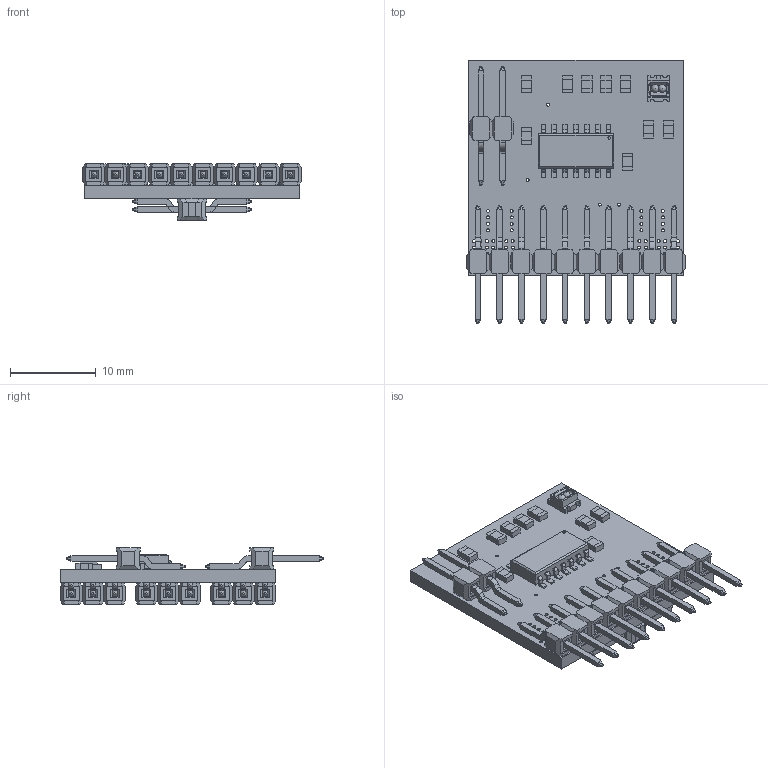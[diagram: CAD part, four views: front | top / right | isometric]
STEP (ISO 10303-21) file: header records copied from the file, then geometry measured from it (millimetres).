
FILE_DESCRIPTION(/* description */ (''),/* implementation_level */ '2;1');
FILE_NAME(/* name */ 'Controller.step',/* time_stamp */ '2018-07-28T16:58:22+02:00',/* author */ ('Alexander Miller'),/* organization */ (''),/* preprocessor_version */ 'ST-DEVELOPER v17',/* originating_system */ 'Autodesk Translation Framework v7.1.0.215',/* authorisation */ '');
FILE_SCHEMA (('AUTOMOTIVE_DESIGN { 1 0 10303 214 3 1 1 }'));
Length unit declared in the file: millimetre
Products named in the file (16): Controller; PCB Component; Board; 100nF; 10k; ATTINY16142; SERVO; 1002386 | 00 | SL 1 IK; 1009987 | 00 | KSL 13,9; PINHEAD10SMD; 1002386 | 00 | SL 1 IK (1); 1009987 | 00 | KSL 13,9 (1); PINHEAD2SMD; 1002386 | 00 | SL 1 IK (2); 1009987 | 00 | KSL 13,9 (2); DUO_LED
Assembly tree (39 placements, depth 4):
  Controller
    PCB Component
      Board
      100nF  x2
      10k  x7
      ATTINY16142
      SERVO  x6
        1002386 | 00 | SL 1 IK
        1009987 | 00 | KSL 13,9
      PINHEAD10SMD
        1002386 | 00 | SL 1 IK (1)
        1009987 | 00 | KSL 13,9 (1)  x10
      PINHEAD2SMD
        1002386 | 00 | SL 1 IK (2)
        1009987 | 00 | KSL 13,9 (2)  x2
      DUO_LED
Bounding box: 25.4 x 30.69 x 6.57 mm (x, y, z)
Volume: 1633.8 mm3; surface area: 3979.6 mm2
Topology: 52 solids, 52 shells, 2347 faces, 6340 edges, 4111 vertices
Faces by surface type: plane 2055, cylinder 282, sphere 6, torus 4
Full cylindrical faces by diameter (mm): 0.3 x1, 0.35 x91
Entity records: 30674 total; most frequent: CARTESIAN_POINT 5247, ORIENTED_EDGE 5076, DIRECTION 4898, EDGE_CURVE 2538, LINE 2166, VECTOR 2166, VERTEX_POINT 1631, AXIS2_PLACEMENT_3D 1366
